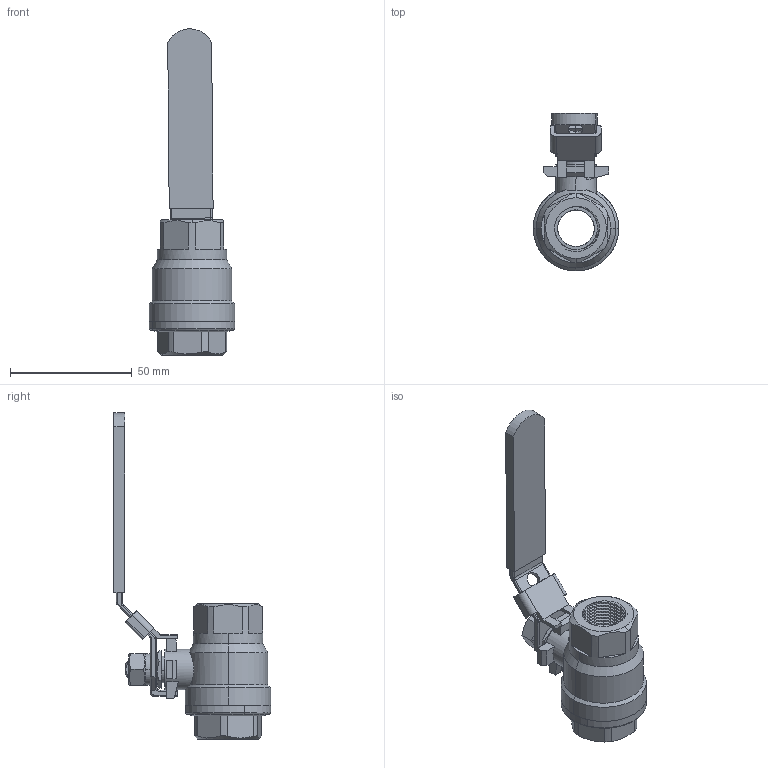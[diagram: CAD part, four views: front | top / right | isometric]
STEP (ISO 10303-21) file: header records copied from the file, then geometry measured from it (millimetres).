
FILE_DESCRIPTION (( 'STEP AP203' ), '1' );
FILE_NAME ('MV-25-000 DN15.STEP', '2018-10-16T01:42:46', ( 'Lenovo' ), ( 'China' ), 'SwSTEP 2.0', 'SolidWorks 2010', '' );
FILE_SCHEMA (( 'CONFIG_CONTROL_DESIGN' ));
Length unit declared in the file: millimetre
Products named in the file (15): Ball Seat; Thrust Washert; Handle; Spring Washert; Body Gaske; MV-25-000 DN15; Body; Cap; Stem Packing; Gland Nut; Ball; Stem; Hex nuts, style 1-Grades AB GB_GB_FASTENER_NUT_SNAB1 M8-N; Lock Device; Plasti Cover
Assembly tree (14 placements, depth 2):
  MV-25-000 DN15
    Stem Packing
    Gland Nut
    Thrust Washert
    Body
    Stem
    Lock Device
    Plasti Cover
    Spring Washert
    Ball
    Hex nuts, style 1-Grades AB GB_GB_FASTENER_NUT_SNAB1 M8-N
    Cap
    Ball Seat
    Body Gaske
    Handle
Bounding box: 35 x 64.6 x 133.77 mm (x, y, z)
Volume: 39933 mm3; surface area: 34141.2 mm2
Topology: 14 solids, 14 shells, 584 faces, 1449 edges, 926 vertices
Faces by surface type: plane 297, cylinder 171, cone 51, bspline 35, torus 26, sphere 4
Entity records: 27310 total; most frequent: CARTESIAN_POINT 12186, ORIENTED_EDGE 2886, DIRECTION 2713, EDGE_CURVE 1443, AXIS2_PLACEMENT_3D 938, VERTEX_POINT 922, VECTOR 837, LINE 837
